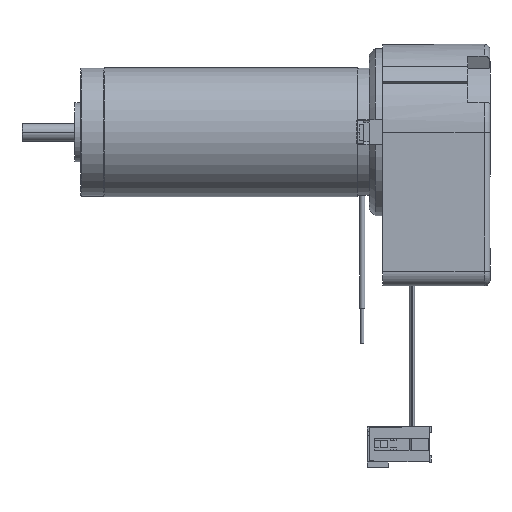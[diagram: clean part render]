
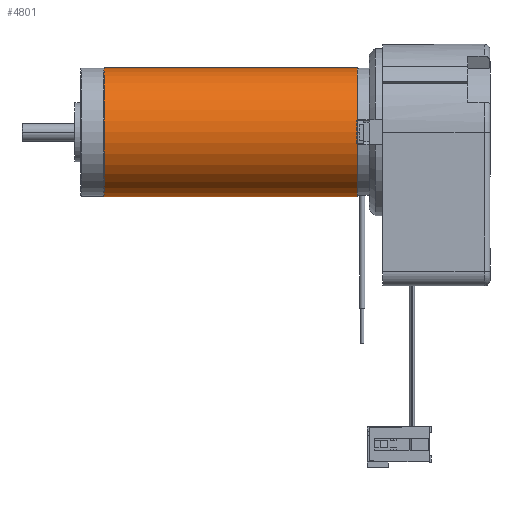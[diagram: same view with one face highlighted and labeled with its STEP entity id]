
A CAD part, front view. The second image highlights one B-rep face of the part: STEP entity #4801.
In plain terms, the highlighted cylindrical face has radius 11 mm (diameter 22 mm), a partial arc.
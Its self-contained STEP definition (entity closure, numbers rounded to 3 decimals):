
#4801=ADVANCED_FACE('',(#9546),#9547,.T.);
#9546=FACE_OUTER_BOUND('',#14347,.T.);
#9547=CYLINDRICAL_SURFACE('',#14348,11.0);
#14347=EDGE_LOOP('',(#28575,#28576,#28577,#28578));
#14348=AXIS2_PLACEMENT_3D('',#28579,#28580,#28581);
#28575=ORIENTED_EDGE('',*,*,#34223,.F.);
#28576=ORIENTED_EDGE('',*,*,#34224,.T.);
#28577=ORIENTED_EDGE('',*,*,#34225,.F.);
#28578=ORIENTED_EDGE('',*,*,#34226,.F.);
#28579=CARTESIAN_POINT('',(25.6,0.0,0.0));
#28580=DIRECTION('',(1.0,0.0,-0.0));
#28581=DIRECTION('',(0.0,0.0,1.0));
#34223=EDGE_CURVE('',#42431,#42432,#42433,.T.);
#34224=EDGE_CURVE('',#42431,#42434,#42435,.T.);
#34225=EDGE_CURVE('',#42436,#42434,#42437,.T.);
#34226=EDGE_CURVE('',#42432,#42436,#42438,.T.);
#42431=VERTEX_POINT('',#54363);
#42432=VERTEX_POINT('',#54364);
#42433=LINE('',#54365,#54366);
#42434=VERTEX_POINT('',#54367);
#42435=CIRCLE('',#54368,11.0);
#42436=VERTEX_POINT('',#54369);
#42437=LINE('',#54370,#54371);
#42438=CIRCLE('',#54372,11.0);
#54363=CARTESIAN_POINT('',(4.0,0.0,11.0));
#54364=CARTESIAN_POINT('',(47.2,0.0,11.0));
#54365=CARTESIAN_POINT('',(25.6,0.,11.0));
#54366=VECTOR('',#59662,1.0);
#54367=CARTESIAN_POINT('',(4.0,0.,-11.0));
#54368=AXIS2_PLACEMENT_3D('',#59663,#59664,#59665);
#54369=CARTESIAN_POINT('',(47.2,0.,-11.0));
#54370=CARTESIAN_POINT('',(25.6,0.,-11.0));
#54371=VECTOR('',#59666,1.0);
#54372=AXIS2_PLACEMENT_3D('',#59667,#59668,#59669);
#59662=DIRECTION('',(1.0,0.0,0.0));
#59663=CARTESIAN_POINT('',(4.0,0.0,0.0));
#59664=DIRECTION('',(1.0,0.0,-0.0));
#59665=DIRECTION('',(0.0,0.0,1.0));
#59666=DIRECTION('',(-1.0,-0.0,-0.0));
#59667=CARTESIAN_POINT('',(47.2,0.0,0.0));
#59668=DIRECTION('',(1.0,0.0,-0.0));
#59669=DIRECTION('',(0.0,0.0,1.0));
